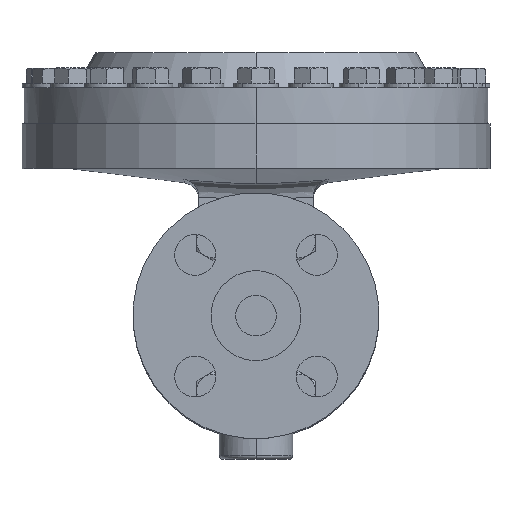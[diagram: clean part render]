
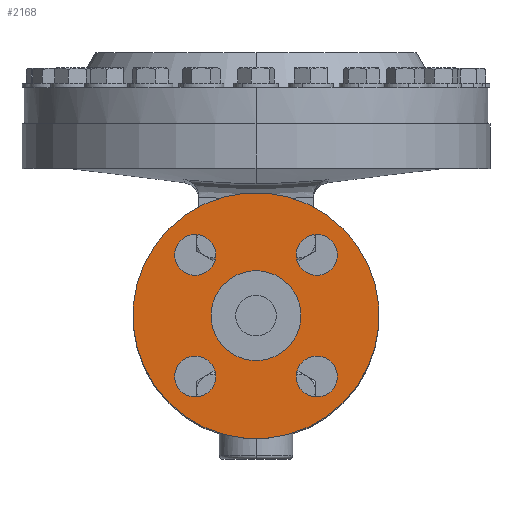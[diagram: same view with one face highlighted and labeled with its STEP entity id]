
A CAD part, top view. The second image highlights one B-rep face of the part: STEP entity #2168.
In plain terms, the highlighted planar face has unit normal (0, 0, 1).
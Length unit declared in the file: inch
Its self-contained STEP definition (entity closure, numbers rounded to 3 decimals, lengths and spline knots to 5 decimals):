
#250 = CARTESIAN_POINT ( 'NONE',  ( 0.92631, 0.92631, 5.0625 ) ) ;
#267 = EDGE_CURVE ( 'NONE', #9612, #16228, #3438, .T. ) ;
#374 = EDGE_CURVE ( 'NONE', #16228, #9612, #13980, .T. ) ;
#983 = DIRECTION ( 'NONE',  ( 0., 0., 1. ) ) ;
#1028 = ORIENTED_EDGE ( 'NONE', *, *, #19144, .F. ) ;
#1155 = EDGE_CURVE ( 'NONE', #7573, #10742, #12982, .T. ) ;
#1178 = CARTESIAN_POINT ( 'NONE',  ( -0.92631, 0.92631, 5.0625 ) ) ;
#1228 = EDGE_CURVE ( 'NONE', #17792, #8078, #15647, .T. ) ;
#1571 = DIRECTION ( 'NONE',  ( -0.707, 0.707, 0. ) ) ;
#1790 = EDGE_CURVE ( 'NONE', #9227, #19524, #15142, .T. ) ;
#1828 = DIRECTION ( 'NONE',  ( -0.707, 0.707, 0. ) ) ;
#1911 = EDGE_CURVE ( 'NONE', #10742, #7573, #6337, .T. ) ;
#1969 = EDGE_LOOP ( 'NONE', ( #18351, #10954 ) ) ;
#2056 = CARTESIAN_POINT ( 'NONE',  ( -0.70534, -1.14728, 5.0625 ) ) ;
#2168 = ADVANCED_FACE ( 'NONE', ( #14887, #15379, #14408, #2366, #10255, #18538 ), #8790, .T. ) ;
#2213 = ORIENTED_EDGE ( 'NONE', *, *, #1790, .F. ) ;
#2220 = EDGE_LOOP ( 'NONE', ( #10415, #20280 ) ) ;
#2366 = FACE_BOUND ( 'NONE', #2220, .T. ) ;
#2775 = DIRECTION ( 'NONE',  ( -0.707, 0.707, 0. ) ) ;
#3216 = CARTESIAN_POINT ( 'NONE',  ( -1.14728, -0.70534, 5.0625 ) ) ;
#3438 = CIRCLE ( 'NONE', #18221, 0.3125 ) ;
#3439 = ORIENTED_EDGE ( 'NONE', *, *, #1228, .F. ) ;
#3612 = DIRECTION ( 'NONE',  ( 0., 0., 1. ) ) ;
#3734 = CARTESIAN_POINT ( 'NONE',  ( 0., 0., 5.0625 ) ) ;
#4220 = CARTESIAN_POINT ( 'NONE',  ( 0., 0., 5.0625 ) ) ;
#4268 = CIRCLE ( 'NONE', #11920, 0.3125 ) ;
#5011 = CARTESIAN_POINT ( 'NONE',  ( 0.92631, -0.92631, 5.0625 ) ) ;
#5322 = DIRECTION ( 'NONE',  ( -0.707, 0.707, 0. ) ) ;
#5381 = VERTEX_POINT ( 'NONE', #18267 ) ;
#5795 = ORIENTED_EDGE ( 'NONE', *, *, #374, .F. ) ;
#5811 = DIRECTION ( 'NONE',  ( -0.707, 0.707, 0. ) ) ;
#6320 = AXIS2_PLACEMENT_3D ( 'NONE', #10230, #9074, #8864 ) ;
#6337 = CIRCLE ( 'NONE', #7136, 0.3125 ) ;
#6388 = CIRCLE ( 'NONE', #16140, 1.875 ) ;
#6412 = AXIS2_PLACEMENT_3D ( 'NONE', #8777, #19684, #10366 ) ;
#6606 = DIRECTION ( 'NONE',  ( -0.707, 0.707, 0. ) ) ;
#7136 = AXIS2_PLACEMENT_3D ( 'NONE', #5011, #15961, #6606 ) ;
#7185 = ORIENTED_EDGE ( 'NONE', *, *, #20217, .F. ) ;
#7190 = AXIS2_PLACEMENT_3D ( 'NONE', #17887, #8545, #19445 ) ;
#7217 = DIRECTION ( 'NONE',  ( 0., 0., 1. ) ) ;
#7314 = AXIS2_PLACEMENT_3D ( 'NONE', #250, #11247, #1828 ) ;
#7511 = CIRCLE ( 'NONE', #15686, 0.3125 ) ;
#7573 = VERTEX_POINT ( 'NONE', #12109 ) ;
#7592 = VERTEX_POINT ( 'NONE', #9029 ) ;
#8078 = VERTEX_POINT ( 'NONE', #13642 ) ;
#8175 = VERTEX_POINT ( 'NONE', #19974 ) ;
#8399 = EDGE_LOOP ( 'NONE', ( #9355, #12713 ) ) ;
#8545 = DIRECTION ( 'NONE',  ( 0., 0., 1. ) ) ;
#8777 = CARTESIAN_POINT ( 'NONE',  ( 0., 0., 5.0625 ) ) ;
#8790 = PLANE ( 'NONE',  #10937 ) ;
#8864 = DIRECTION ( 'NONE',  ( -0.707, 0.707, 0. ) ) ;
#9029 = CARTESIAN_POINT ( 'NONE',  ( 0.70534, 1.14728, 5.0625 ) ) ;
#9074 = DIRECTION ( 'NONE',  ( 0., 0., 1. ) ) ;
#9227 = VERTEX_POINT ( 'NONE', #18552 ) ;
#9283 = ORIENTED_EDGE ( 'NONE', *, *, #267, .F. ) ;
#9355 = ORIENTED_EDGE ( 'NONE', *, *, #10892, .T. ) ;
#9375 = AXIS2_PLACEMENT_3D ( 'NONE', #10416, #983, #11994 ) ;
#9612 = VERTEX_POINT ( 'NONE', #2056 ) ;
#9970 = DIRECTION ( 'NONE',  ( -0.707, 0.707, 0. ) ) ;
#10230 = CARTESIAN_POINT ( 'NONE',  ( -0.92631, -0.92631, 5.0625 ) ) ;
#10255 = FACE_OUTER_BOUND ( 'NONE', #8399, .T. ) ;
#10366 = DIRECTION ( 'NONE',  ( -0.707, 0.707, 0. ) ) ;
#10373 = CARTESIAN_POINT ( 'NONE',  ( -0.48437, -0.48437, 5.0625 ) ) ;
#10415 = ORIENTED_EDGE ( 'NONE', *, *, #1155, .F. ) ;
#10416 = CARTESIAN_POINT ( 'NONE',  ( 0.92631, -0.92631, 5.0625 ) ) ;
#10742 = VERTEX_POINT ( 'NONE', #17382 ) ;
#10892 = EDGE_CURVE ( 'NONE', #8175, #5381, #6388, .T. ) ;
#10933 = DIRECTION ( 'NONE',  ( 0., 0., 1. ) ) ;
#10937 = AXIS2_PLACEMENT_3D ( 'NONE', #10373, #7217, #11933 ) ;
#10954 = ORIENTED_EDGE ( 'NONE', *, *, #18666, .F. ) ;
#10997 = DIRECTION ( 'NONE',  ( 0., 0., 1. ) ) ;
#11009 = CARTESIAN_POINT ( 'NONE',  ( -0.92631, -0.92631, 5.0625 ) ) ;
#11186 = CIRCLE ( 'NONE', #6412, 1.875 ) ;
#11247 = DIRECTION ( 'NONE',  ( 0., 0., 1. ) ) ;
#11451 = AXIS2_PLACEMENT_3D ( 'NONE', #4220, #15193, #5811 ) ;
#11920 = AXIS2_PLACEMENT_3D ( 'NONE', #1178, #12175, #2775 ) ;
#11933 = DIRECTION ( 'NONE',  ( -0.707, 0.707, 0. ) ) ;
#11994 = DIRECTION ( 'NONE',  ( -0.707, 0.707, 0. ) ) ;
#12109 = CARTESIAN_POINT ( 'NONE',  ( 1.14728, -1.14728, 5.0625 ) ) ;
#12175 = DIRECTION ( 'NONE',  ( 0., 0., 1. ) ) ;
#12433 = CARTESIAN_POINT ( 'NONE',  ( 1.14728, 0.70534, 5.0625 ) ) ;
#12663 = CIRCLE ( 'NONE', #7314, 0.3125 ) ;
#12713 = ORIENTED_EDGE ( 'NONE', *, *, #19628, .T. ) ;
#12982 = CIRCLE ( 'NONE', #9375, 0.3125 ) ;
#13030 = CARTESIAN_POINT ( 'NONE',  ( 0.92631, 0.92631, 5.0625 ) ) ;
#13642 = CARTESIAN_POINT ( 'NONE',  ( 0.48437, -0.48437, 5.0625 ) ) ;
#13980 = CIRCLE ( 'NONE', #6320, 0.3125 ) ;
#14022 = EDGE_LOOP ( 'NONE', ( #3439, #1028 ) ) ;
#14408 = FACE_BOUND ( 'NONE', #1969, .T. ) ;
#14586 = DIRECTION ( 'NONE',  ( -0.707, 0.707, 0. ) ) ;
#14622 = CARTESIAN_POINT ( 'NONE',  ( -0.48437, 0.48437, 5.0625 ) ) ;
#14722 = DIRECTION ( 'NONE',  ( 0., 0., 1. ) ) ;
#14887 = FACE_BOUND ( 'NONE', #20107, .T. ) ;
#14980 = EDGE_LOOP ( 'NONE', ( #2213, #7185 ) ) ;
#15142 = CIRCLE ( 'NONE', #17974, 0.3125 ) ;
#15193 = DIRECTION ( 'NONE',  ( 0., 0., 1. ) ) ;
#15379 = FACE_BOUND ( 'NONE', #14980, .T. ) ;
#15647 = CIRCLE ( 'NONE', #11451, 0.685 ) ;
#15686 = AXIS2_PLACEMENT_3D ( 'NONE', #13030, #3612, #14586 ) ;
#15961 = DIRECTION ( 'NONE',  ( 0., 0., 1. ) ) ;
#16140 = AXIS2_PLACEMENT_3D ( 'NONE', #3734, #14722, #5322 ) ;
#16228 = VERTEX_POINT ( 'NONE', #3216 ) ;
#16764 = CIRCLE ( 'NONE', #7190, 0.685 ) ;
#17222 = VERTEX_POINT ( 'NONE', #12433 ) ;
#17382 = CARTESIAN_POINT ( 'NONE',  ( 0.70534, -0.70534, 5.0625 ) ) ;
#17792 = VERTEX_POINT ( 'NONE', #14622 ) ;
#17887 = CARTESIAN_POINT ( 'NONE',  ( 0., 0., 5.0625 ) ) ;
#17974 = AXIS2_PLACEMENT_3D ( 'NONE', #20349, #10997, #1571 ) ;
#18221 = AXIS2_PLACEMENT_3D ( 'NONE', #11009, #10933, #9970 ) ;
#18267 = CARTESIAN_POINT ( 'NONE',  ( 1.32583, -1.32583, 5.0625 ) ) ;
#18351 = ORIENTED_EDGE ( 'NONE', *, *, #18586, .F. ) ;
#18538 = FACE_BOUND ( 'NONE', #14022, .T. ) ;
#18552 = CARTESIAN_POINT ( 'NONE',  ( -0.70534, 0.70534, 5.0625 ) ) ;
#18586 = EDGE_CURVE ( 'NONE', #17222, #7592, #12663, .T. ) ;
#18666 = EDGE_CURVE ( 'NONE', #7592, #17222, #7511, .T. ) ;
#18957 = CARTESIAN_POINT ( 'NONE',  ( -1.14728, 1.14728, 5.0625 ) ) ;
#19144 = EDGE_CURVE ( 'NONE', #8078, #17792, #16764, .T. ) ;
#19445 = DIRECTION ( 'NONE',  ( -0.707, 0.707, 0. ) ) ;
#19524 = VERTEX_POINT ( 'NONE', #18957 ) ;
#19628 = EDGE_CURVE ( 'NONE', #5381, #8175, #11186, .T. ) ;
#19684 = DIRECTION ( 'NONE',  ( 0., 0., 1. ) ) ;
#19974 = CARTESIAN_POINT ( 'NONE',  ( -1.32583, 1.32583, 5.0625 ) ) ;
#20107 = EDGE_LOOP ( 'NONE', ( #9283, #5795 ) ) ;
#20217 = EDGE_CURVE ( 'NONE', #19524, #9227, #4268, .T. ) ;
#20280 = ORIENTED_EDGE ( 'NONE', *, *, #1911, .F. ) ;
#20349 = CARTESIAN_POINT ( 'NONE',  ( -0.92631, 0.92631, 5.0625 ) ) ;
